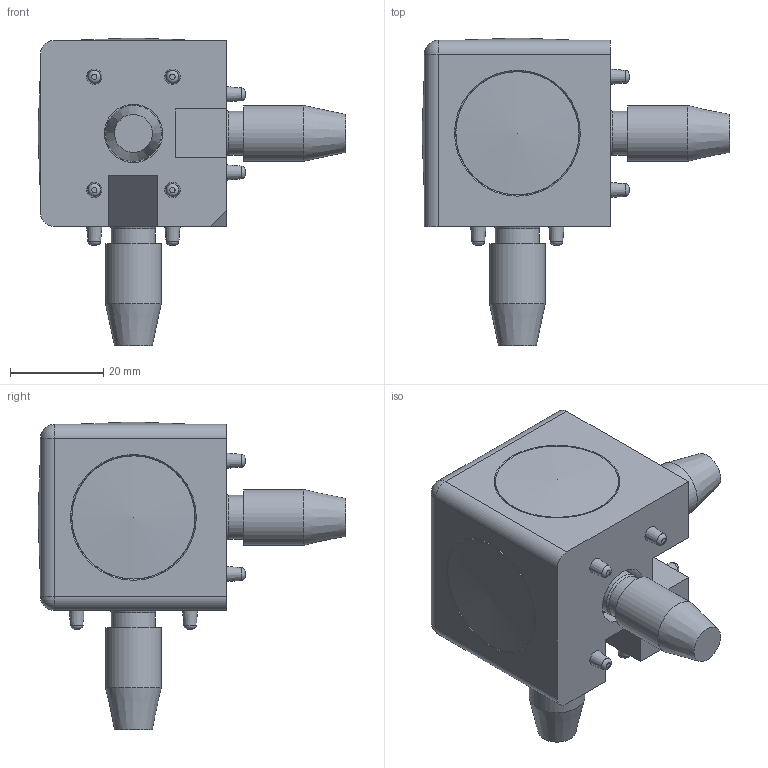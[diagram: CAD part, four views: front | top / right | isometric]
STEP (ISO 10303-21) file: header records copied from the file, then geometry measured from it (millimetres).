
FILE_DESCRIPTION(/* description */ ('STEP AP214'),/* implementation_level */ '2;1');
FILE_NAME(/* name */ '093WW408N10RS',/* time_stamp */ '2022-09-30T13:23:24+02:00',/* author */ ('License CC BY-ND 4.0'),/* organization */ ('CADENAS'),/* preprocessor_version */ 'ST-DEVELOPER v18.102',/* originating_system */ 'PARTsolutions',/* authorisation */ ' ');
FILE_SCHEMA (('AUTOMOTIVE_DESIGN {1 0 10303 214 3 1 1}'));
Length unit declared in the file: millimetre
Products named in the file (4): 093WW408N10RS; 093WW408N10RS_screw; 093WW408N10RS_cap; 093WW408N10RS_body
Assembly tree (7 placements, depth 2):
  093WW408N10RS
    093WW408N10RS_screw  x3
    093WW408N10RS_cap  x3
    093WW408N10RS_body
Bounding box: 66.2 x 66.2 x 66.2 mm (x, y, z)
Volume: 48139.2 mm3; surface area: 24397.3 mm2
Topology: 7 solids, 7 shells, 263 faces, 648 edges, 417 vertices
Faces by surface type: plane 88, cylinder 83, cone 48, torus 39, sphere 5
Full cylindrical faces by diameter (mm): 9.5 x3, 9.9 x3, 12 x3, 12.5 x3, 19.6 x3, 22 x3, 24 x3, 26.5 x3
Entity records: 3930 total; most frequent: CARTESIAN_POINT 874, DIRECTION 621, ORIENTED_EDGE 530, AXIS2_PLACEMENT_3D 269, EDGE_CURVE 265, EDGE_LOOP 215, FACE_BOUND 215, VERTEX_POINT 198
